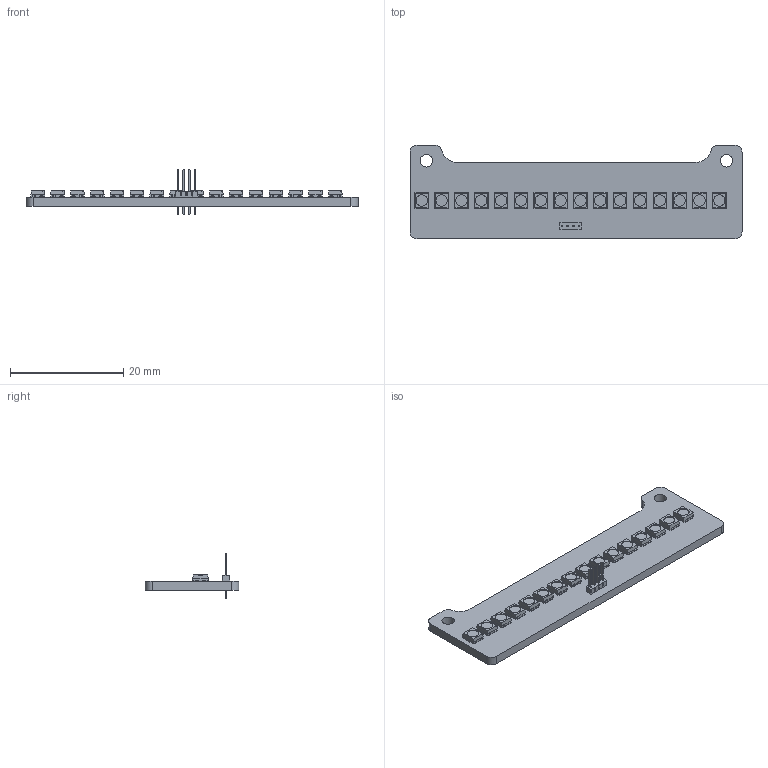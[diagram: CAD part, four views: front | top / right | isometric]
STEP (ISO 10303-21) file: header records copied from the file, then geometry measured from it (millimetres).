
FILE_DESCRIPTION(('KiCad electronic assembly'),'2;1');
FILE_NAME('RGB-Daughterboard.step','2022-05-11T02:30:59',('An Author'),( 'A Company'),'Open CASCADE STEP processor 6.9', 'KiCad to STEP converter','Unknown');
FILE_SCHEMA(('AUTOMOTIVE_DESIGN { 1 0 10303 214 1 1 1 1 }'));
Length unit declared in the file: millimetre
Products named in the file (6): Open CASCADE STEP translator 6.9 1; SK6805-2.4x2.7; COMPOUND; PinHeader_1x04_P1.00mm_Vertical; SOLID
Assembly tree (20 placements, depth 3):
  Open CASCADE STEP translator 6.9 1
    SK6805-2.4x2.7  x16
      COMPOUND
    PinHeader_1x04_P1.00mm_Vertical
      SOLID
    COMPOUND
Bounding box: 58.58 x 16.5 x 7.8 mm (x, y, z)
Volume: 1417.6 mm3; surface area: 2423.7 mm2
Topology: 82 solids, 82 shells, 1210 faces, 2922 edges, 1916 vertices
Faces by surface type: plane 972, cylinder 238
Full cylindrical faces by diameter (mm): 0.4 x16, 0.5 x4, 2 x16, 2.2 x2
Entity records: 12971 total; most frequent: CARTESIAN_POINT 2511, DIRECTION 1821, LINE 1254, VECTOR 1254, ORIENTED_EDGE 924, PCURVE 924, DEFINITIONAL_REPRESENTATION 924, EDGE_CURVE 462
